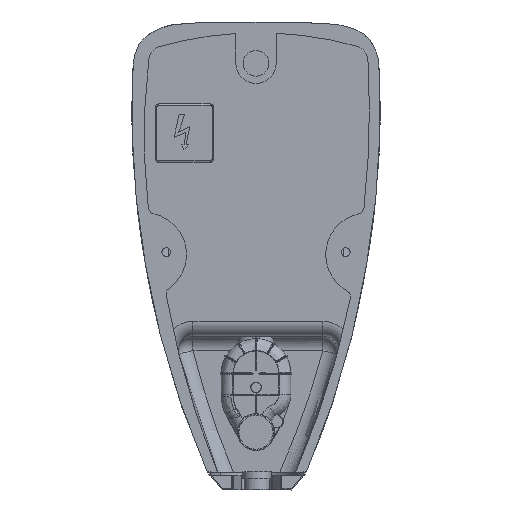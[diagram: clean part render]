
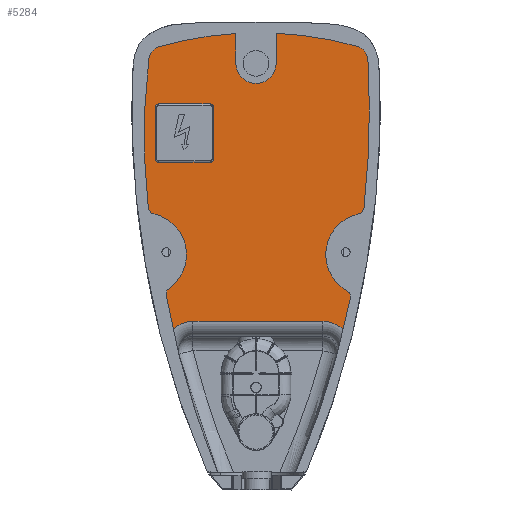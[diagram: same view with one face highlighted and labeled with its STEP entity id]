
A CAD part, left-side view. The second image highlights one B-rep face of the part: STEP entity #5284.
In plain terms, the highlighted face is planar.
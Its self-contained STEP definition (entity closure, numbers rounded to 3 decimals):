
#4999=CARTESIAN_POINT('',(-91.42,-393.456,20.0));
#5000=VERTEX_POINT('',#4999);
#5019=CARTESIAN_POINT('',(-119.375,-404.846,20.0));
#5020=VERTEX_POINT('',#5019);
#5034=CARTESIAN_POINT('',(-91.42,-433.456,20.0));
#5035=DIRECTION('',(0.0,0.0,-1.0));
#5036=DIRECTION('',(-0.794,0.607,0.0));
#5037=AXIS2_PLACEMENT_3D('',#5034,#5035,#5036);
#5038=CIRCLE('',#5037,40.0);
#5039=EDGE_CURVE('',#5020,#5000,#5038,.T.);
#5049=CARTESIAN_POINT('',(86.07,-393.456,20.0));
#5050=VERTEX_POINT('',#5049);
#5067=CARTESIAN_POINT('',(-91.42,-393.456,20.0));
#5068=DIRECTION('',(1.0,0.0,0.0));
#5069=VECTOR('',#5068,177.49);
#5070=LINE('',#5067,#5069);
#5071=EDGE_CURVE('',#5000,#5050,#5070,.T.);
#5081=CARTESIAN_POINT('',(113.447,-404.293,20.0));
#5082=VERTEX_POINT('',#5081);
#5115=CARTESIAN_POINT('',(86.07,-433.456,20.0));
#5116=DIRECTION('',(0.0,0.0,-1.0));
#5117=DIRECTION('',(0.788,0.615,0.0));
#5118=AXIS2_PLACEMENT_3D('',#5115,#5116,#5117);
#5119=CIRCLE('',#5118,40.0);
#5120=EDGE_CURVE('',#5050,#5082,#5119,.T.);
#5125=CARTESIAN_POINT('',(-2.046,-279.196,20.0));
#5126=DIRECTION('',(0.0,0.0,1.0));
#5127=DIRECTION('',(1.0,0.0,0.0));
#5128=AXIS2_PLACEMENT_3D('',#5125,#5126,#5127);
#5129=PLANE('',#5128);
#5130=ORIENTED_EDGE('',*,*,#5120,.F.);
#5131=ORIENTED_EDGE('',*,*,#5071,.F.);
#5132=ORIENTED_EDGE('',*,*,#5039,.F.);
#5133=CARTESIAN_POINT('',(-128.801,-362.005,20.0));
#5134=VERTEX_POINT('',#5133);
#5135=CARTESIAN_POINT('',(1018.004,-132.134,20.0));
#5136=DIRECTION('',(0.0,0.0,-1.));
#5137=DIRECTION('',(-0.914,-0.406,0.0));
#5138=AXIS2_PLACEMENT_3D('',#5135,#5136,#5137);
#5139=CIRCLE('',#5138,1169.616);
#5140=EDGE_CURVE('',#5020,#5134,#5139,.T.);
#5141=ORIENTED_EDGE('',*,*,#5140,.T.);
#5142=CARTESIAN_POINT('',(-123.899,-351.548,20.0));
#5143=VERTEX_POINT('',#5142);
#5144=CARTESIAN_POINT('',(-118.957,-360.242,20.0));
#5145=DIRECTION('',(0.0,0.0,-1.));
#5146=DIRECTION('',(-0.984,-0.176,0.0));
#5147=AXIS2_PLACEMENT_3D('',#5144,#5145,#5146);
#5148=CIRCLE('',#5147,10.);
#5149=EDGE_CURVE('',#5134,#5143,#5148,.T.);
#5150=ORIENTED_EDGE('',*,*,#5149,.T.);
#5151=CARTESIAN_POINT('',(-139.684,-246.82,20.0));
#5152=VERTEX_POINT('',#5151);
#5153=CARTESIAN_POINT('',(-151.934,-302.22,20.0));
#5154=DIRECTION('',(0.0,0.0,1.0));
#5155=DIRECTION('',(-0.216,-0.976,0.0));
#5156=AXIS2_PLACEMENT_3D('',#5153,#5154,#5155);
#5157=CIRCLE('',#5156,56.739);
#5158=EDGE_CURVE('',#5143,#5152,#5157,.T.);
#5159=ORIENTED_EDGE('',*,*,#5158,.T.);
#5160=CARTESIAN_POINT('',(-147.461,-238.182,20.0));
#5161=VERTEX_POINT('',#5160);
#5162=CARTESIAN_POINT('',(-137.57,-237.096,20.0));
#5163=DIRECTION('',(0.0,0.0,-1.));
#5164=DIRECTION('',(-0.212,-0.977,0.0));
#5165=AXIS2_PLACEMENT_3D('',#5162,#5163,#5164);
#5166=CIRCLE('',#5165,9.951);
#5167=EDGE_CURVE('',#5152,#5161,#5166,.T.);
#5168=ORIENTED_EDGE('',*,*,#5167,.T.);
#5169=CARTESIAN_POINT('',(-152.821,-36.032,20.0));
#5170=VERTEX_POINT('',#5169);
#5171=CARTESIAN_POINT('',(1065.95,-104.867,20.0));
#5172=DIRECTION('',(0.0,0.0,-1.0));
#5173=DIRECTION('',(-0.994,-0.109,0.0));
#5174=AXIS2_PLACEMENT_3D('',#5171,#5172,#5173);
#5175=CIRCLE('',#5174,1220.713);
#5176=EDGE_CURVE('',#5161,#5170,#5175,.T.);
#5177=ORIENTED_EDGE('',*,*,#5176,.T.);
#5178=CARTESIAN_POINT('',(-138.207,-17.89,20.0));
#5179=VERTEX_POINT('',#5178);
#5180=CARTESIAN_POINT('',(-132.853,-37.16,20.0));
#5181=DIRECTION('',(0.0,0.0,-1.0));
#5182=DIRECTION('',(-0.998,0.056,0.0));
#5183=AXIS2_PLACEMENT_3D('',#5180,#5181,#5182);
#5184=CIRCLE('',#5183,20.);
#5185=EDGE_CURVE('',#5170,#5179,#5184,.T.);
#5186=ORIENTED_EDGE('',*,*,#5185,.T.);
#5187=CARTESIAN_POINT('',(-27.505,-0.111,20.0));
#5188=VERTEX_POINT('',#5187);
#5189=CARTESIAN_POINT('',(-3.67,-502.069,20.0));
#5190=DIRECTION('',(0.0,0.0,-1.0));
#5191=DIRECTION('',(-0.268,0.963,0.0));
#5192=AXIS2_PLACEMENT_3D('',#5189,#5190,#5191);
#5193=CIRCLE('',#5192,502.524);
#5194=EDGE_CURVE('',#5179,#5188,#5193,.T.);
#5195=ORIENTED_EDGE('',*,*,#5194,.T.);
#5196=CARTESIAN_POINT('',(-27.505,-41.15,20.0));
#5197=VERTEX_POINT('',#5196);
#5198=CARTESIAN_POINT('',(-27.505,-0.111,20.0));
#5199=DIRECTION('',(0.0,-1.0,0.0));
#5200=VECTOR('',#5199,41.039);
#5201=LINE('',#5198,#5200);
#5202=EDGE_CURVE('',#5188,#5197,#5201,.T.);
#5203=ORIENTED_EDGE('',*,*,#5202,.T.);
#5204=CARTESIAN_POINT('',(27.495,-41.15,20.0));
#5205=VERTEX_POINT('',#5204);
#5206=CARTESIAN_POINT('',(-0.005,-41.15,20.0));
#5207=DIRECTION('',(0.0,0.0,1.0));
#5208=DIRECTION('',(1.0,0.0,0.0));
#5209=AXIS2_PLACEMENT_3D('',#5206,#5207,#5208);
#5210=CIRCLE('',#5209,27.5);
#5211=EDGE_CURVE('',#5197,#5205,#5210,.T.);
#5212=ORIENTED_EDGE('',*,*,#5211,.T.);
#5213=CARTESIAN_POINT('',(27.495,-0.513,20.0));
#5214=VERTEX_POINT('',#5213);
#5215=CARTESIAN_POINT('',(27.495,-41.15,20.0));
#5216=DIRECTION('',(0.0,1.0,0.0));
#5217=VECTOR('',#5216,40.637);
#5218=LINE('',#5215,#5217);
#5219=EDGE_CURVE('',#5205,#5214,#5218,.T.);
#5220=ORIENTED_EDGE('',*,*,#5219,.T.);
#5221=CARTESIAN_POINT('',(131.838,-18.161,20.0));
#5222=VERTEX_POINT('',#5221);
#5223=CARTESIAN_POINT('',(-3.67,-502.069,20.0));
#5224=DIRECTION('',(0.0,0.0,-1.0));
#5225=DIRECTION('',(-0.268,0.963,0.0));
#5226=AXIS2_PLACEMENT_3D('',#5223,#5224,#5225);
#5227=CIRCLE('',#5226,502.524);
#5228=EDGE_CURVE('',#5214,#5222,#5227,.T.);
#5229=ORIENTED_EDGE('',*,*,#5228,.T.);
#5230=CARTESIAN_POINT('',(146.298,-34.999,20.0));
#5231=VERTEX_POINT('',#5230);
#5232=CARTESIAN_POINT('',(126.445,-37.42,20.0));
#5233=DIRECTION('',(0.0,0.0,-1.));
#5234=DIRECTION('',(0.27,0.963,0.0));
#5235=AXIS2_PLACEMENT_3D('',#5232,#5233,#5234);
#5236=CIRCLE('',#5235,20.);
#5237=EDGE_CURVE('',#5222,#5231,#5236,.T.);
#5238=ORIENTED_EDGE('',*,*,#5237,.T.);
#5239=CARTESIAN_POINT('',(147.099,-238.188,20.0));
#5240=VERTEX_POINT('',#5239);
#5241=CARTESIAN_POINT('',(-714.778,-139.992,20.0));
#5242=DIRECTION('',(0.0,0.0,-1.));
#5243=DIRECTION('',(0.993,0.121,0.0));
#5244=AXIS2_PLACEMENT_3D('',#5241,#5242,#5243);
#5245=CIRCLE('',#5244,867.453);
#5246=EDGE_CURVE('',#5231,#5240,#5245,.T.);
#5247=ORIENTED_EDGE('',*,*,#5246,.T.);
#5248=CARTESIAN_POINT('',(139.323,-246.82,20.0));
#5249=VERTEX_POINT('',#5248);
#5250=CARTESIAN_POINT('',(137.164,-237.056,20.0));
#5251=DIRECTION('',(0.0,0.0,-1.));
#5252=DIRECTION('',(0.994,-0.113,0.0));
#5253=AXIS2_PLACEMENT_3D('',#5250,#5251,#5252);
#5254=CIRCLE('',#5253,10.0);
#5255=EDGE_CURVE('',#5240,#5249,#5254,.T.);
#5256=ORIENTED_EDGE('',*,*,#5255,.T.);
#5257=CARTESIAN_POINT('',(118.529,-348.344,20.0));
#5258=VERTEX_POINT('',#5257);
#5259=CARTESIAN_POINT('',(151.573,-302.22,20.0));
#5260=DIRECTION('',(0.0,0.0,1.));
#5261=DIRECTION('',(0.582,0.813,0.0));
#5262=AXIS2_PLACEMENT_3D('',#5259,#5260,#5261);
#5263=CIRCLE('',#5262,56.739);
#5264=EDGE_CURVE('',#5249,#5258,#5263,.T.);
#5265=ORIENTED_EDGE('',*,*,#5264,.T.);
#5266=CARTESIAN_POINT('',(122.553,-358.213,20.0));
#5267=VERTEX_POINT('',#5266);
#5268=CARTESIAN_POINT('',(112.705,-356.473,20.0));
#5269=DIRECTION('',(0.0,0.0,-1.0));
#5270=DIRECTION('',(0.582,0.813,0.0));
#5271=AXIS2_PLACEMENT_3D('',#5268,#5269,#5270);
#5272=CIRCLE('',#5271,10.);
#5273=EDGE_CURVE('',#5258,#5267,#5272,.T.);
#5274=ORIENTED_EDGE('',*,*,#5273,.T.);
#5275=CARTESIAN_POINT('',(-1022.86,-155.822,20.0));
#5276=DIRECTION('',(0.0,0.0,-1.));
#5277=DIRECTION('',(0.985,-0.174,0.0));
#5278=AXIS2_PLACEMENT_3D('',#5275,#5276,#5277);
#5279=CIRCLE('',#5278,1163.156);
#5280=EDGE_CURVE('',#5267,#5082,#5279,.T.);
#5281=ORIENTED_EDGE('',*,*,#5280,.T.);
#5282=EDGE_LOOP('',(#5130,#5131,#5132,#5141,#5150,#5159,#5168,#5177,#5186,#5195,#5203,#5212,#5220,#5229,#5238,#5247,#5256,#5265,#5274,#5281));
#5283=FACE_OUTER_BOUND('',#5282,.T.);
#5284=ADVANCED_FACE('',(#5283),#5129,.F.);
